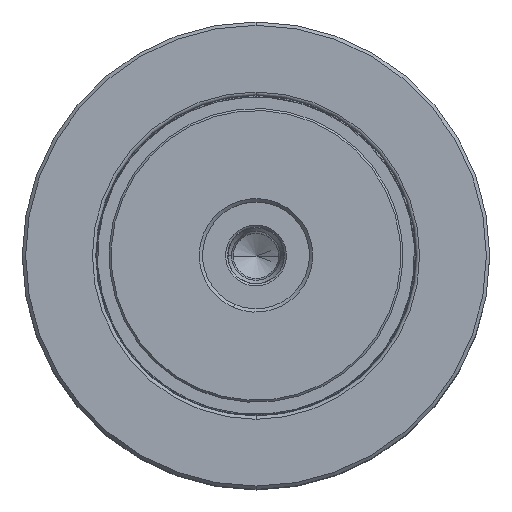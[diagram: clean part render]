
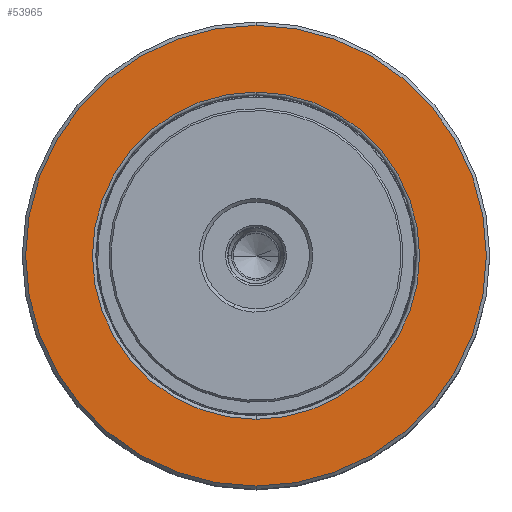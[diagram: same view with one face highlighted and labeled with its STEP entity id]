
A CAD part, top view. The second image highlights one B-rep face of the part: STEP entity #53965.
In plain terms, the highlighted face is planar.
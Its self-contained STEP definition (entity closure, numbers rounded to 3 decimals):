
#3271 = ORIENTED_EDGE ( 'NONE', *, *, #45503, .F. ) ;
#3435 = CARTESIAN_POINT ( 'NONE',  ( 0., 45.687, 0. ) ) ;
#6696 = CIRCLE ( 'NONE', #42687, 24.5 ) ;
#8049 = PLANE ( 'NONE',  #47681 ) ;
#8140 = DIRECTION ( 'NONE',  ( 0., 0., -1. ) ) ;
#8338 = DIRECTION ( 'NONE',  ( 0., -1., 0. ) ) ;
#8384 = FACE_BOUND ( 'NONE', #23391, .T. ) ;
#9012 = DIRECTION ( 'NONE',  ( 0., 0., -1. ) ) ;
#11775 = EDGE_CURVE ( 'NONE', #52837, #35524, #6696, .T. ) ;
#12719 = CARTESIAN_POINT ( 'NONE',  ( 0., 45.687, -34.5 ) ) ;
#17373 = CARTESIAN_POINT ( 'NONE',  ( 34.5, 45.687, 0. ) ) ;
#22693 = CIRCLE ( 'NONE', #43041, 34.5 ) ;
#23391 = EDGE_LOOP ( 'NONE', ( #48260, #23686 ) ) ;
#23686 = ORIENTED_EDGE ( 'NONE', *, *, #11775, .T. ) ;
#24870 = CARTESIAN_POINT ( 'NONE',  ( 0., 45.687, 0. ) ) ;
#26150 = DIRECTION ( 'NONE',  ( 0., 1., 0. ) ) ;
#26546 = DIRECTION ( 'NONE',  ( 0., 0., 1. ) ) ;
#28120 = CARTESIAN_POINT ( 'NONE',  ( 0., 45.687, 0. ) ) ;
#28358 = EDGE_LOOP ( 'NONE', ( #3271, #29709 ) ) ;
#29709 = ORIENTED_EDGE ( 'NONE', *, *, #58961, .F. ) ;
#29766 = DIRECTION ( 'NONE',  ( 0., 0., -1. ) ) ;
#31701 = CIRCLE ( 'NONE', #43471, 24.5 ) ;
#34485 = DIRECTION ( 'NONE',  ( 0., -1., 0. ) ) ;
#35524 = VERTEX_POINT ( 'NONE', #48759 ) ;
#36209 = DIRECTION ( 'NONE',  ( 0., 0., -1. ) ) ;
#36617 = DIRECTION ( 'NONE',  ( 0., -1., 0. ) ) ;
#37511 = EDGE_CURVE ( 'NONE', #35524, #52837, #31701, .T. ) ;
#37945 = CARTESIAN_POINT ( 'NONE',  ( 0., 45.687, 34.5 ) ) ;
#38948 = AXIS2_PLACEMENT_3D ( 'NONE', #59513, #36617, #36209 ) ;
#42225 = DIRECTION ( 'NONE',  ( 0., -1., 0. ) ) ;
#42687 = AXIS2_PLACEMENT_3D ( 'NONE', #28120, #42225, #9012 ) ;
#43041 = AXIS2_PLACEMENT_3D ( 'NONE', #3435, #8338, #8140 ) ;
#43471 = AXIS2_PLACEMENT_3D ( 'NONE', #24870, #34485, #29766 ) ;
#45503 = EDGE_CURVE ( 'NONE', #50408, #47987, #54825, .T. ) ;
#46539 = CARTESIAN_POINT ( 'NONE',  ( 0., 45.687, 24.5 ) ) ;
#47681 = AXIS2_PLACEMENT_3D ( 'NONE', #17373, #26150, #26546 ) ;
#47987 = VERTEX_POINT ( 'NONE', #37945 ) ;
#48260 = ORIENTED_EDGE ( 'NONE', *, *, #37511, .T. ) ;
#48759 = CARTESIAN_POINT ( 'NONE',  ( 0., 45.687, -24.5 ) ) ;
#50408 = VERTEX_POINT ( 'NONE', #12719 ) ;
#52837 = VERTEX_POINT ( 'NONE', #46539 ) ;
#53965 = ADVANCED_FACE ( 'NONE', ( #8384, #59484 ), #8049, .T. ) ;
#54825 = CIRCLE ( 'NONE', #38948, 34.5 ) ;
#58961 = EDGE_CURVE ( 'NONE', #47987, #50408, #22693, .T. ) ;
#59484 = FACE_OUTER_BOUND ( 'NONE', #28358, .T. ) ;
#59513 = CARTESIAN_POINT ( 'NONE',  ( 0., 45.687, 0. ) ) ;
